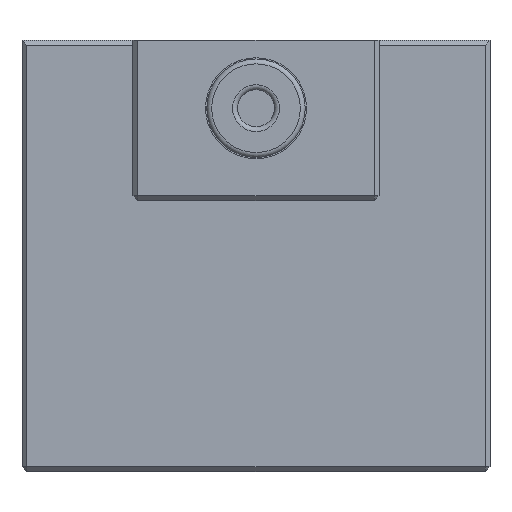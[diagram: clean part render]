
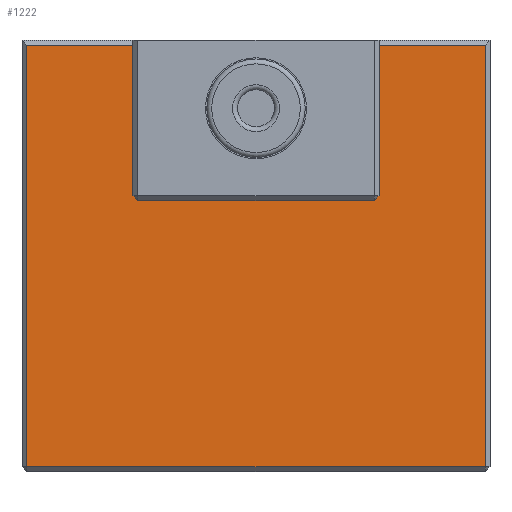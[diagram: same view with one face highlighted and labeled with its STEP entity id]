
A CAD part, front view. The second image highlights one B-rep face of the part: STEP entity #1222.
In plain terms, the highlighted planar face has unit normal (0, -1, 0).
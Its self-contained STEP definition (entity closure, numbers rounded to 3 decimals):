
#41=LINE('',#1911,#158);
#45=LINE('',#1918,#162);
#48=LINE('',#1922,#165);
#52=LINE('',#1928,#169);
#158=VECTOR('',#1532,10.);
#162=VECTOR('',#1538,10.);
#165=VECTOR('',#1543,10.);
#169=VECTOR('',#1551,10.);
#273=FACE_BOUND('',#447,.T.);
#300=PLANE('',#1331);
#364=FACE_OUTER_BOUND('',#446,.T.);
#446=EDGE_LOOP('',(#962,#963,#964,#965));
#447=EDGE_LOOP('',(#966));
#529=CIRCLE('',#1332,4.1);
#589=VERTEX_POINT('',#1895);
#594=VERTEX_POINT('',#1905);
#595=VERTEX_POINT('',#1909);
#596=VERTEX_POINT('',#1910);
#605=VERTEX_POINT('',#1951);
#712=EDGE_CURVE('',#595,#596,#41,.T.);
#716=EDGE_CURVE('',#596,#594,#45,.T.);
#719=EDGE_CURVE('',#594,#589,#48,.T.);
#723=EDGE_CURVE('',#589,#595,#52,.T.);
#736=EDGE_CURVE('',#605,#605,#529,.T.);
#962=ORIENTED_EDGE('',*,*,#712,.F.);
#963=ORIENTED_EDGE('',*,*,#723,.F.);
#964=ORIENTED_EDGE('',*,*,#719,.F.);
#965=ORIENTED_EDGE('',*,*,#716,.F.);
#966=ORIENTED_EDGE('',*,*,#736,.T.);
#1222=ADVANCED_FACE('',(#364,#273),#300,.T.);
#1331=AXIS2_PLACEMENT_3D('',#1950,#1570,#1571);
#1332=AXIS2_PLACEMENT_3D('',#1952,#1572,#1573);
#1532=DIRECTION('',(1.,0.,0.));
#1538=DIRECTION('',(0.,0.,-1.));
#1543=DIRECTION('',(-1.,0.,0.));
#1551=DIRECTION('',(0.,0.,1.));
#1570=DIRECTION('center_axis',(0.,-1.,0.));
#1571=DIRECTION('ref_axis',(-1.,0.,0.));
#1572=DIRECTION('center_axis',(0.,1.,0.));
#1573=DIRECTION('ref_axis',(1.,0.,0.));
#1895=CARTESIAN_POINT('',(56.4,106.5,-34.6));
#1905=CARTESIAN_POINT('',(93.6,106.5,-34.6));
#1909=CARTESIAN_POINT('',(56.4,106.5,-0.4));
#1910=CARTESIAN_POINT('',(93.6,106.5,-0.4));
#1911=CARTESIAN_POINT('',(84.5,106.5,-0.4));
#1918=CARTESIAN_POINT('',(93.6,106.5,0.));
#1922=CARTESIAN_POINT('',(84.5,106.5,-34.6));
#1928=CARTESIAN_POINT('',(56.4,106.5,0.));
#1950=CARTESIAN_POINT('Origin',(94.,106.5,0.));
#1951=CARTESIAN_POINT('',(70.9,106.5,-5.5));
#1952=CARTESIAN_POINT('Origin',(75.,106.5,-5.5));
